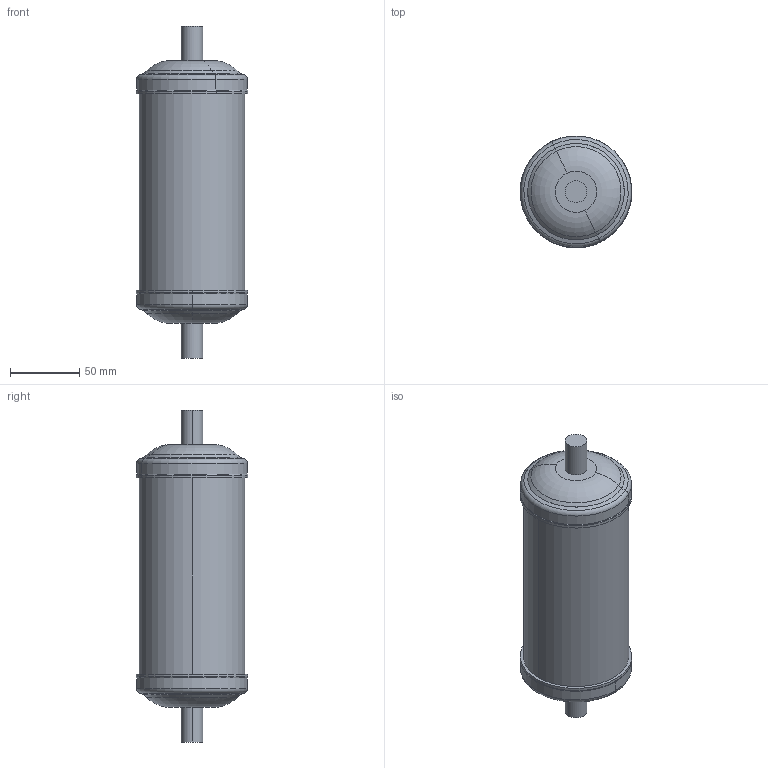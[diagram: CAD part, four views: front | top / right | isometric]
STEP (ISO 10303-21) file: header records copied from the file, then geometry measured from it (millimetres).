
FILE_DESCRIPTION (( 'STEP AP203' ), '1' );
FILE_NAME ('023B7122R - DFL 304s TW.STEP', '2022-11-11T10:26:43', ( '' ), ( '' ), 'SwSTEP 2.0', 'SolidWorks 2020', '' );
FILE_SCHEMA (( 'CONFIG_CONTROL_DESIGN' ));
Length unit declared in the file: millimetre
Products named in the file (1): 023B7122R - DFL 304s TW
Bounding box: 80.8 x 80.8 x 240 mm (x, y, z)
Volume: 852634.7 mm3; surface area: 55108.4 mm2
Topology: 1 solids, 1 shells, 48 faces, 104 edges, 58 vertices
Faces by surface type: torus 16, cylinder 14, cone 8, plane 6, sphere 4
Entity records: 1537 total; most frequent: CARTESIAN_POINT 415, DIRECTION 254, ORIENTED_EDGE 196, AXIS2_PLACEMENT_3D 115, EDGE_CURVE 98, CIRCLE 66, VERTEX_POINT 56, EDGE_LOOP 52
